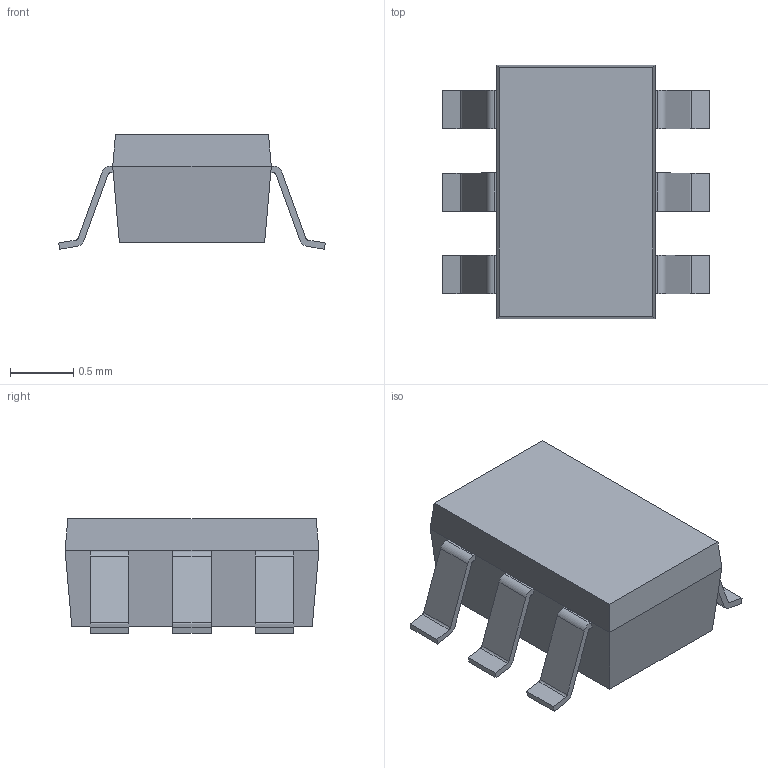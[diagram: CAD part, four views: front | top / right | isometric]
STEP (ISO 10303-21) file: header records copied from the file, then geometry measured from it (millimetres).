
FILE_DESCRIPTION(/* description */ (''),/* implementation_level */ '2;1');
FILE_NAME(/* name */ 'P206_SOT-363.stp',/* time_stamp */ '2020-07-07T11:24:16+02:00',/* author */ (''),/* organization */ (''),/* preprocessor_version */ 'ST-DEVELOPER v14',/* originating_system */ 'SIEMENS PLM Software NX 8.0',/* authorisation */ '');
FILE_SCHEMA (('AUTOMOTIVE_DESIGN { 1 0 10303 214 3 1 1 1 }'));
Length unit declared in the file: millimetre
Products named in the file (1): P206_SOT-363_body
Bounding box: 2.1 x 2 x 0.9 mm (x, y, z)
Volume: 2.1 mm3; surface area: 13.5 mm2
Topology: 7 solids, 7 shells, 94 faces, 236 edges, 158 vertices
Faces by surface type: plane 70, cylinder 24
Entity records: 3005 total; most frequent: CARTESIAN_POINT 497, DIRECTION 474, ORIENTED_EDGE 472, EDGE_CURVE 236, LINE 188, VECTOR 188, VERTEX_POINT 156, AXIS2_PLACEMENT_3D 143
